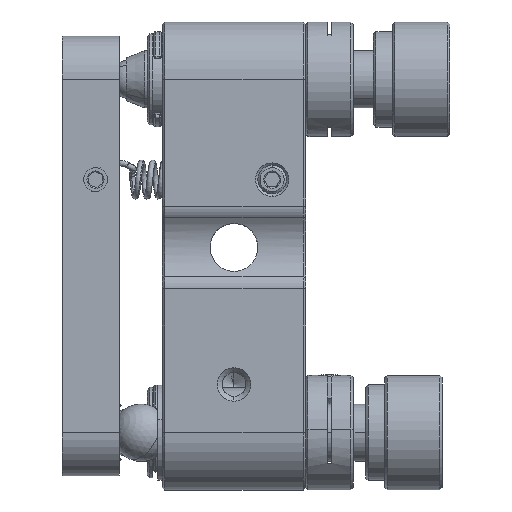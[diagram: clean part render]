
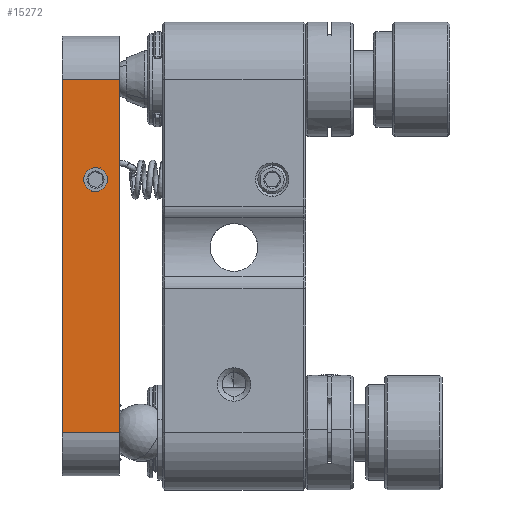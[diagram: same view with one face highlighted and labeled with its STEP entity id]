
A CAD part, front view. The second image highlights one B-rep face of the part: STEP entity #15272.
In plain terms, the highlighted planar face has unit normal (0, -1, 0).
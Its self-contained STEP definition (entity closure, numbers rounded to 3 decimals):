
#165 = CARTESIAN_POINT ( 'NONE',  ( 0.5, -23., 9.25 ) ) ;
#1799 = PLANE ( 'NONE',  #12594 ) ;
#2144 = DIRECTION ( 'NONE',  ( 0., 0., -1. ) ) ;
#2412 = LINE ( 'NONE', #4761, #6874 ) ;
#2575 = ORIENTED_EDGE ( 'NONE', *, *, #27866, .T. ) ;
#2692 = ORIENTED_EDGE ( 'NONE', *, *, #25024, .F. ) ;
#2856 = LINE ( 'NONE', #21916, #16014 ) ;
#3192 = EDGE_LOOP ( 'NONE', ( #2692, #15458 ) ) ;
#3856 = LINE ( 'NONE', #17933, #9736 ) ;
#3990 = CARTESIAN_POINT ( 'NONE',  ( 0.5, -23., 8. ) ) ;
#4135 = CARTESIAN_POINT ( 'NONE',  ( 3., -23., -23. ) ) ;
#4718 = LINE ( 'NONE', #7056, #11849 ) ;
#4761 = CARTESIAN_POINT ( 'NONE',  ( -3., -23., -23. ) ) ;
#6423 = CIRCLE ( 'NONE', #21381, 1.25 ) ;
#6874 = VECTOR ( 'NONE', #9298, 1000. ) ;
#7056 = CARTESIAN_POINT ( 'NONE',  ( 3., -23., -23. ) ) ;
#7808 = AXIS2_PLACEMENT_3D ( 'NONE', #14012, #23541, #2144 ) ;
#8210 = EDGE_CURVE ( 'NONE', #26086, #18611, #6423, .T. ) ;
#9298 = DIRECTION ( 'NONE',  ( 0., 0., -1. ) ) ;
#9473 = CARTESIAN_POINT ( 'NONE',  ( 3., -23., -18.5 ) ) ;
#9736 = VECTOR ( 'NONE', #16043, 1000. ) ;
#10412 = ORIENTED_EDGE ( 'NONE', *, *, #26959, .F. ) ;
#11786 = DIRECTION ( 'NONE',  ( 0., 1., 0. ) ) ;
#11792 = EDGE_CURVE ( 'NONE', #25425, #28916, #2856, .T. ) ;
#11849 = VECTOR ( 'NONE', #18791, 1000. ) ;
#12594 = AXIS2_PLACEMENT_3D ( 'NONE', #4135, #11786, #27884 ) ;
#12644 = CARTESIAN_POINT ( 'NONE',  ( -3., -23., 18.5 ) ) ;
#14012 = CARTESIAN_POINT ( 'NONE',  ( 0.5, -23., 8. ) ) ;
#15272 = ADVANCED_FACE ( 'NONE', ( #30245, #21316 ), #1799, .F. ) ;
#15292 = CIRCLE ( 'NONE', #7808, 1.25 ) ;
#15458 = ORIENTED_EDGE ( 'NONE', *, *, #8210, .F. ) ;
#16014 = VECTOR ( 'NONE', #19261, 1000. ) ;
#16043 = DIRECTION ( 'NONE',  ( 1., 0., 0. ) ) ;
#17933 = CARTESIAN_POINT ( 'NONE',  ( 3., -23., -18.5 ) ) ;
#18611 = VERTEX_POINT ( 'NONE', #22527 ) ;
#18791 = DIRECTION ( 'NONE',  ( 0., 0., -1. ) ) ;
#19221 = EDGE_CURVE ( 'NONE', #29729, #21550, #3856, .T. ) ;
#19261 = DIRECTION ( 'NONE',  ( -1., 0., 0. ) ) ;
#21316 = FACE_OUTER_BOUND ( 'NONE', #24308, .T. ) ;
#21381 = AXIS2_PLACEMENT_3D ( 'NONE', #3990, #23040, #30257 ) ;
#21550 = VERTEX_POINT ( 'NONE', #9473 ) ;
#21916 = CARTESIAN_POINT ( 'NONE',  ( 3., -23., 18.5 ) ) ;
#22527 = CARTESIAN_POINT ( 'NONE',  ( 0.5, -23., 6.75 ) ) ;
#22773 = CARTESIAN_POINT ( 'NONE',  ( -3., -23., -18.5 ) ) ;
#23040 = DIRECTION ( 'NONE',  ( 0., -1., 0. ) ) ;
#23541 = DIRECTION ( 'NONE',  ( 0., -1., 0. ) ) ;
#24308 = EDGE_LOOP ( 'NONE', ( #2575, #24396, #10412, #30868 ) ) ;
#24396 = ORIENTED_EDGE ( 'NONE', *, *, #19221, .T. ) ;
#25024 = EDGE_CURVE ( 'NONE', #18611, #26086, #15292, .T. ) ;
#25183 = CARTESIAN_POINT ( 'NONE',  ( 3., -23., 18.5 ) ) ;
#25425 = VERTEX_POINT ( 'NONE', #25183 ) ;
#26086 = VERTEX_POINT ( 'NONE', #165 ) ;
#26959 = EDGE_CURVE ( 'NONE', #25425, #21550, #4718, .T. ) ;
#27866 = EDGE_CURVE ( 'NONE', #28916, #29729, #2412, .T. ) ;
#27884 = DIRECTION ( 'NONE',  ( 0., 0., 1. ) ) ;
#28916 = VERTEX_POINT ( 'NONE', #12644 ) ;
#29729 = VERTEX_POINT ( 'NONE', #22773 ) ;
#30245 = FACE_BOUND ( 'NONE', #3192, .T. ) ;
#30257 = DIRECTION ( 'NONE',  ( 0., 0., -1. ) ) ;
#30868 = ORIENTED_EDGE ( 'NONE', *, *, #11792, .T. ) ;
